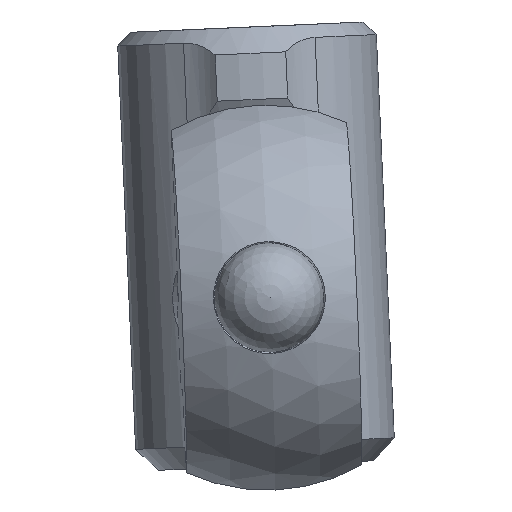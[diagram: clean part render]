
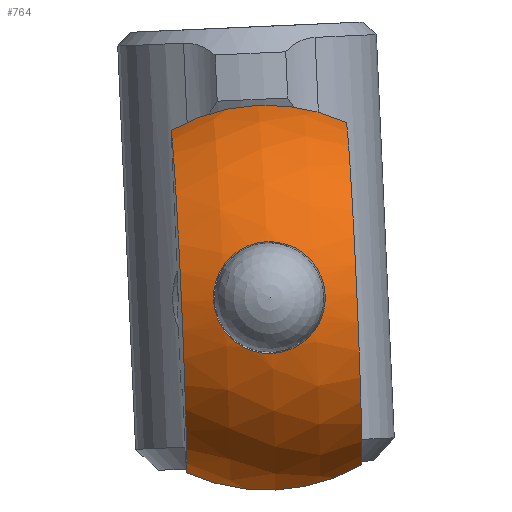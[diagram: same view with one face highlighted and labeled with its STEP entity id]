
A CAD part, left-side view. The second image highlights one B-rep face of the part: STEP entity #764.
In plain terms, the highlighted spherical face has radius 9 mm.
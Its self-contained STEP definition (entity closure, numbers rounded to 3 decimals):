
#62=SPHERICAL_SURFACE('',#829,9.);
#79=FACE_BOUND('',#290,.T.);
#106=CIRCLE('',#826,8.062);
#107=CIRCLE('',#828,8.062);
#108=CIRCLE('',#830,8.775);
#109=CIRCLE('',#831,8.775);
#110=CIRCLE('',#832,2.55);
#237=FACE_OUTER_BOUND('',#289,.T.);
#289=EDGE_LOOP('',(#585,#586,#587,#588));
#290=EDGE_LOOP('',(#589));
#388=VERTEX_POINT('',#1250);
#389=VERTEX_POINT('',#1252);
#390=VERTEX_POINT('',#1256);
#391=VERTEX_POINT('',#1258);
#393=VERTEX_POINT('',#1266);
#467=EDGE_CURVE('',#389,#388,#106,.T.);
#470=EDGE_CURVE('',#391,#390,#107,.T.);
#473=EDGE_CURVE('',#389,#390,#108,.T.);
#474=EDGE_CURVE('',#391,#388,#109,.T.);
#475=EDGE_CURVE('',#393,#393,#110,.T.);
#585=ORIENTED_EDGE('',*,*,#470,.T.);
#586=ORIENTED_EDGE('',*,*,#473,.F.);
#587=ORIENTED_EDGE('',*,*,#467,.T.);
#588=ORIENTED_EDGE('',*,*,#474,.F.);
#589=ORIENTED_EDGE('',*,*,#475,.T.);
#764=ADVANCED_FACE('',(#237,#79),#62,.T.);
#826=AXIS2_PLACEMENT_3D('',#1253,#949,#950);
#828=AXIS2_PLACEMENT_3D('',#1259,#955,#956);
#829=AXIS2_PLACEMENT_3D('',#1263,#959,#960);
#830=AXIS2_PLACEMENT_3D('',#1264,#961,#962);
#831=AXIS2_PLACEMENT_3D('',#1265,#963,#964);
#832=AXIS2_PLACEMENT_3D('',#1267,#965,#966);
#949=DIRECTION('center_axis',(0.,0.,-1.));
#950=DIRECTION('ref_axis',(0.,-1.,0.));
#955=DIRECTION('center_axis',(0.,0.,1.));
#956=DIRECTION('ref_axis',(0.,1.,0.));
#959=DIRECTION('center_axis',(0.,0.,1.));
#960=DIRECTION('ref_axis',(1.,0.,0.));
#961=DIRECTION('center_axis',(0.,-1.,0.));
#962=DIRECTION('ref_axis',(1.,0.,0.));
#963=DIRECTION('center_axis',(0.,-1.,0.));
#964=DIRECTION('ref_axis',(1.,0.,0.));
#965=DIRECTION('center_axis',(0.,-1.,0.));
#966=DIRECTION('ref_axis',(1.,0.,0.));
#1250=CARTESIAN_POINT('',(84.112,-41.297,4.));
#1252=CARTESIAN_POINT('',(68.492,-41.297,4.));
#1253=CARTESIAN_POINT('Origin',(76.302,-43.297,4.));
#1256=CARTESIAN_POINT('',(68.492,-41.297,-4.));
#1258=CARTESIAN_POINT('',(84.112,-41.297,-4.));
#1259=CARTESIAN_POINT('Origin',(76.302,-43.297,-4.));
#1263=CARTESIAN_POINT('Origin',(76.302,-43.297,0.));
#1264=CARTESIAN_POINT('Origin',(76.302,-41.297,0.));
#1265=CARTESIAN_POINT('Origin',(76.302,-41.297,0.));
#1266=CARTESIAN_POINT('',(78.852,-34.666,0.));
#1267=CARTESIAN_POINT('Origin',(76.302,-34.666,0.));
